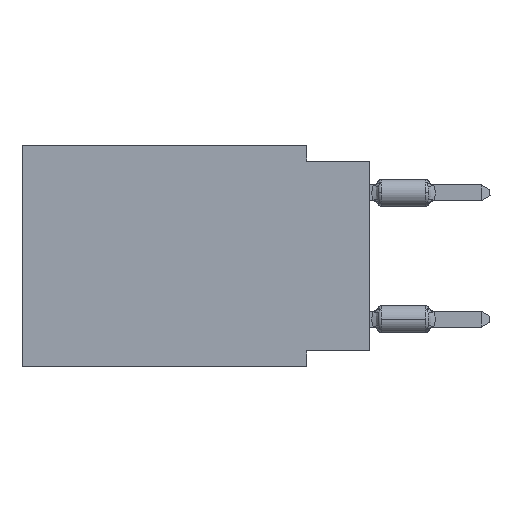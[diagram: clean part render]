
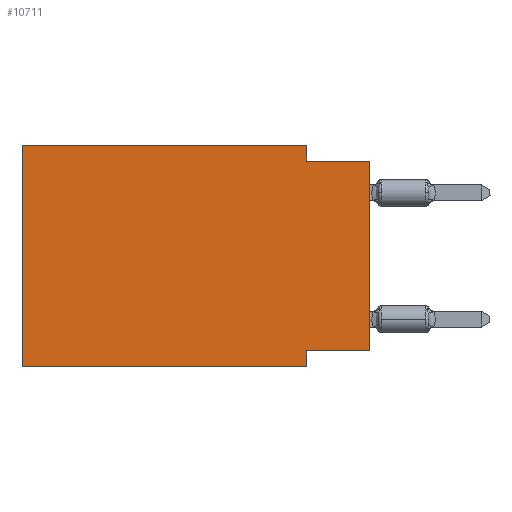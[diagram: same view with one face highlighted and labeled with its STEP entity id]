
A CAD part, left-side view. The second image highlights one B-rep face of the part: STEP entity #10711.
In plain terms, the highlighted planar face has unit normal (-1, 0, 0).
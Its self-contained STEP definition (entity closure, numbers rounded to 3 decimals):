
#933 = ORIENTED_EDGE ( 'NONE', *, *, #18928, .F. ) ;
#1326 = DIRECTION ( 'NONE',  ( 0., 1., 0. ) ) ;
#1427 = VERTEX_POINT ( 'NONE', #25375 ) ;
#1646 = CARTESIAN_POINT ( 'NONE',  ( 0., 0., 0. ) ) ;
#1944 = CARTESIAN_POINT ( 'NONE',  ( 0., 13.97, 0. ) ) ;
#1955 = DIRECTION ( 'NONE',  ( 0., 0., 1. ) ) ;
#2469 = VERTEX_POINT ( 'NONE', #25420 ) ;
#2613 = ORIENTED_EDGE ( 'NONE', *, *, #28429, .T. ) ;
#2925 = VECTOR ( 'NONE', #1955, 1000. ) ;
#3141 = VERTEX_POINT ( 'NONE', #12509 ) ;
#3341 = LINE ( 'NONE', #21847, #10299 ) ;
#3434 = CARTESIAN_POINT ( 'NONE',  ( 0., 2.54, -8.255 ) ) ;
#4521 = CARTESIAN_POINT ( 'NONE',  ( 0., 0., -0.635 ) ) ;
#5281 = VERTEX_POINT ( 'NONE', #10908 ) ;
#5411 = PLANE ( 'NONE',  #27418 ) ;
#7021 = VERTEX_POINT ( 'NONE', #12484 ) ;
#7620 = EDGE_CURVE ( 'NONE', #20266, #2469, #11806, .T. ) ;
#7914 = DIRECTION ( 'NONE',  ( 0., -1., 0. ) ) ;
#8491 = VERTEX_POINT ( 'NONE', #12033 ) ;
#8999 = LINE ( 'NONE', #18395, #12208 ) ;
#9064 = EDGE_CURVE ( 'NONE', #1427, #20266, #27069, .T. ) ;
#9148 = CARTESIAN_POINT ( 'NONE',  ( 0., 0., -0.635 ) ) ;
#10008 = CARTESIAN_POINT ( 'NONE',  ( 0., 13.97, 0. ) ) ;
#10299 = VECTOR ( 'NONE', #17050, 1000. ) ;
#10711 = ADVANCED_FACE ( 'NONE', ( #26533 ), #5411, .F. ) ;
#10908 = CARTESIAN_POINT ( 'NONE',  ( 0., 13.97, -8.89 ) ) ;
#11114 = VECTOR ( 'NONE', #13917, 1000. ) ;
#11331 = DIRECTION ( 'NONE',  ( 1., 0., 0. ) ) ;
#11806 = LINE ( 'NONE', #14428, #28818 ) ;
#12033 = CARTESIAN_POINT ( 'NONE',  ( 0., 13.97, 0. ) ) ;
#12208 = VECTOR ( 'NONE', #25196, 1000. ) ;
#12484 = CARTESIAN_POINT ( 'NONE',  ( 0., 2.54, 0. ) ) ;
#12509 = CARTESIAN_POINT ( 'NONE',  ( 0., 2.54, -0.635 ) ) ;
#12653 = ORIENTED_EDGE ( 'NONE', *, *, #28712, .F. ) ;
#13781 = EDGE_CURVE ( 'NONE', #7021, #3141, #3341, .T. ) ;
#13844 = EDGE_CURVE ( 'NONE', #1427, #25185, #23221, .T. ) ;
#13917 = DIRECTION ( 'NONE',  ( 0., -1., 0. ) ) ;
#14428 = CARTESIAN_POINT ( 'NONE',  ( 0., 2.54, -8.89 ) ) ;
#16899 = EDGE_CURVE ( 'NONE', #3141, #25185, #18101, .T. ) ;
#17050 = DIRECTION ( 'NONE',  ( 0., 0., -1. ) ) ;
#17079 = LINE ( 'NONE', #10008, #26845 ) ;
#17316 = CARTESIAN_POINT ( 'NONE',  ( 0., 13.97, -8.89 ) ) ;
#18101 = LINE ( 'NONE', #4521, #11114 ) ;
#18395 = CARTESIAN_POINT ( 'NONE',  ( 0., 13.97, 0. ) ) ;
#18903 = DIRECTION ( 'NONE',  ( 0., 0., -1. ) ) ;
#18928 = EDGE_CURVE ( 'NONE', #8491, #7021, #8999, .T. ) ;
#19400 = DIRECTION ( 'NONE',  ( 0., 0., 1. ) ) ;
#20266 = VERTEX_POINT ( 'NONE', #3434 ) ;
#20688 = ORIENTED_EDGE ( 'NONE', *, *, #13781, .F. ) ;
#20746 = DIRECTION ( 'NONE',  ( 0., 0., -1. ) ) ;
#21838 = CARTESIAN_POINT ( 'NONE',  ( 0., 0., -8.255 ) ) ;
#21847 = CARTESIAN_POINT ( 'NONE',  ( 0., 2.54, 0. ) ) ;
#22491 = EDGE_LOOP ( 'NONE', ( #27376, #30362, #20688, #933, #12653, #2613, #30240, #25303 ) ) ;
#23221 = LINE ( 'NONE', #1646, #2925 ) ;
#25185 = VERTEX_POINT ( 'NONE', #9148 ) ;
#25196 = DIRECTION ( 'NONE',  ( 0., -1., 0. ) ) ;
#25303 = ORIENTED_EDGE ( 'NONE', *, *, #9064, .F. ) ;
#25375 = CARTESIAN_POINT ( 'NONE',  ( 0., 0., -8.255 ) ) ;
#25420 = CARTESIAN_POINT ( 'NONE',  ( 0., 2.54, -8.89 ) ) ;
#26533 = FACE_OUTER_BOUND ( 'NONE', #22491, .T. ) ;
#26845 = VECTOR ( 'NONE', #19400, 1000. ) ;
#27069 = LINE ( 'NONE', #21838, #28883 ) ;
#27376 = ORIENTED_EDGE ( 'NONE', *, *, #13844, .T. ) ;
#27418 = AXIS2_PLACEMENT_3D ( 'NONE', #1944, #11331, #20746 ) ;
#28429 = EDGE_CURVE ( 'NONE', #5281, #2469, #29036, .T. ) ;
#28712 = EDGE_CURVE ( 'NONE', #5281, #8491, #17079, .T. ) ;
#28818 = VECTOR ( 'NONE', #18903, 1000. ) ;
#28883 = VECTOR ( 'NONE', #1326, 1000. ) ;
#29036 = LINE ( 'NONE', #17316, #29823 ) ;
#29823 = VECTOR ( 'NONE', #7914, 1000. ) ;
#30240 = ORIENTED_EDGE ( 'NONE', *, *, #7620, .F. ) ;
#30362 = ORIENTED_EDGE ( 'NONE', *, *, #16899, .F. ) ;
